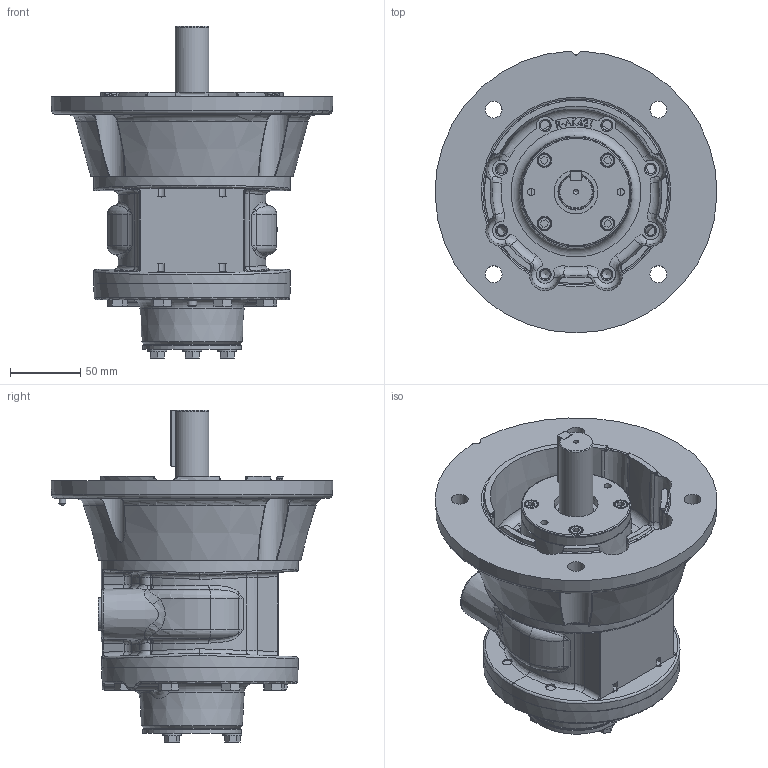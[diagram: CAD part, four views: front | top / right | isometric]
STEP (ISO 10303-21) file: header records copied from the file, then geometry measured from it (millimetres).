
FILE_DESCRIPTION (( 'STEP AP214' ), '1' );
FILE_NAME ('8AM-ARV-70.STEP', '2025-05-06T10:15:21', ( '' ), ( '' ), 'SwSTEP 2.0', 'SolidWorks 2023', '' );
FILE_SCHEMA (( 'AUTOMOTIVE_DESIGN' ));
Length unit declared in the file: inch
Products named in the file (27): AC836; AE453A; AC878G; AC989; AK421; BB695; AC888B; AC988; BB607; AC817; 8AM-ARV-70; AK668; AC879; AC894B; AB927; BB713; AC986D; AC837; AC964; AK420; AC816
Assembly tree (28 placements, depth 2):
  AC989
  AC817
  8AM-ARV-70
    AC878G
    AC964
    AK421
    AC837
    AC888B
    AC888B
    AC836
    AC988
    AK420
    AE453A  x2
    BB695
    BB695
    BB695
    BB607
    BB607
    BB607
    BB607
    BB713  x8
    AC986D
    AK668
  AC879
  AC894B
Bounding box: 200 x 199.96 x 235.56 mm (x, y, z)
Volume: 1183761.6 mm3; surface area: 330568 mm2
Topology: 28 solids, 28 shells, 1093 faces, 2748 edges, 1713 vertices
Faces by surface type: plane 371, bspline 295, cylinder 264, cone 92, torus 71
Full cylindrical faces by diameter (mm): 3.454 x1, 4.94 x2, 5.105 x2, 6.35 x7, 6.731 x3, 6.909 x16, 7.112 x4, 7.938 x8, 8.636 x32, 9.525 x4, 10.414 x4, 11.938 x4, 12.7 x2, 13.462 x3, 14.224 x2, 17.551 x2, 19 x2, 19.05 x8, 22.352 x4, 23.019 x2, 23.989 x1, 24.13 x2, 24.587 x1, 24.613 x1, 41.275 x1, 41.351 x1, 63.524 x2, 68.275 x1, 69.85 x1, 100.998 x3
Entity records: 53322 total; most frequent: CARTESIAN_POINT 27714, ORIENTED_EDGE 4596, DIRECTION 3631, EDGE_CURVE 2298, VERTEX_POINT 1528, AXIS2_PLACEMENT_3D 1514, EDGE_LOOP 1358, FACE_OUTER_BOUND 1137
